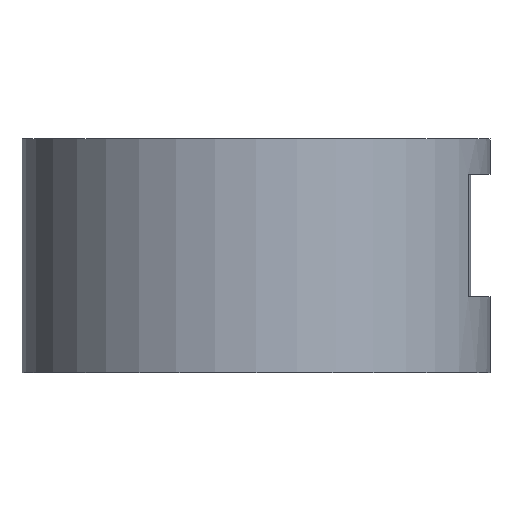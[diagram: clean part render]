
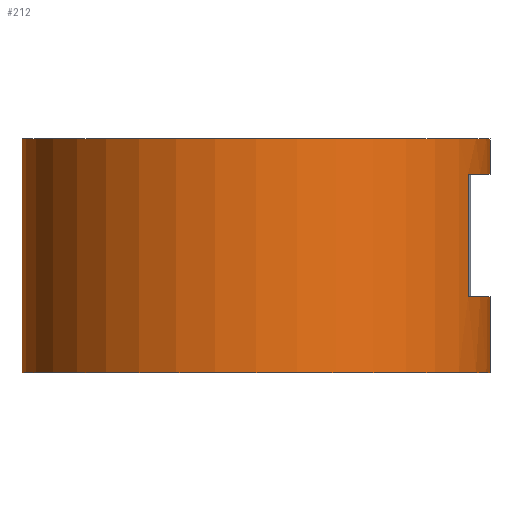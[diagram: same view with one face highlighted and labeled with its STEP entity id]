
A CAD part, front view. The second image highlights one B-rep face of the part: STEP entity #212.
In plain terms, the highlighted cylindrical face has radius 4 mm (diameter 8 mm), a partial arc.
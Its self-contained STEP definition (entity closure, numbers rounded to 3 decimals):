
#3 = DIRECTION ( 'NONE',  ( 0., 0., 1. ) ) ;
#19 = FACE_OUTER_BOUND ( 'NONE', #142, .T. ) ;
#26 = DIRECTION ( 'NONE',  ( 0., 0., -1. ) ) ;
#29 = VERTEX_POINT ( 'NONE', #284 ) ;
#39 = VERTEX_POINT ( 'NONE', #425 ) ;
#46 = VECTOR ( 'NONE', #93, 1000. ) ;
#69 = VERTEX_POINT ( 'NONE', #469 ) ;
#76 = AXIS2_PLACEMENT_3D ( 'NONE', #114, #3, #239 ) ;
#79 = VERTEX_POINT ( 'NONE', #313 ) ;
#93 = DIRECTION ( 'NONE',  ( 0., 0., -1. ) ) ;
#101 = AXIS2_PLACEMENT_3D ( 'NONE', #177, #477, #134 ) ;
#110 = ORIENTED_EDGE ( 'NONE', *, *, #479, .F. ) ;
#114 = CARTESIAN_POINT ( 'NONE',  ( 0., 0., 0. ) ) ;
#118 = CARTESIAN_POINT ( 'NONE',  ( 0., 0., 4. ) ) ;
#120 = EDGE_CURVE ( 'NONE', #301, #79, #163, .T. ) ;
#122 = CIRCLE ( 'NONE', #101, 4. ) ;
#130 = CARTESIAN_POINT ( 'NONE',  ( 4., 0., 1.3 ) ) ;
#134 = DIRECTION ( 'NONE',  ( 1., 0., 0. ) ) ;
#142 = EDGE_LOOP ( 'NONE', ( #305, #185, #150, #147, #110, #264, #211, #453 ) ) ;
#147 = ORIENTED_EDGE ( 'NONE', *, *, #444, .T. ) ;
#150 = ORIENTED_EDGE ( 'NONE', *, *, #120, .T. ) ;
#163 = LINE ( 'NONE', #321, #46 ) ;
#175 = DIRECTION ( 'NONE',  ( 0., 0., 1. ) ) ;
#177 = CARTESIAN_POINT ( 'NONE',  ( 0., 0., 3.4 ) ) ;
#179 = CARTESIAN_POINT ( 'NONE',  ( -4., 0., 4. ) ) ;
#185 = ORIENTED_EDGE ( 'NONE', *, *, #407, .F. ) ;
#191 = VERTEX_POINT ( 'NONE', #375 ) ;
#194 = VECTOR ( 'NONE', #175, 1000. ) ;
#211 = ORIENTED_EDGE ( 'NONE', *, *, #485, .T. ) ;
#212 = ADVANCED_FACE ( 'NONE', ( #19 ), #251, .T. ) ;
#214 = AXIS2_PLACEMENT_3D ( 'NONE', #249, #447, #481 ) ;
#215 = AXIS2_PLACEMENT_3D ( 'NONE', #296, #445, #287 ) ;
#231 = CIRCLE ( 'NONE', #76, 4. ) ;
#232 = DIRECTION ( 'NONE',  ( 0., 0., 1. ) ) ;
#236 = EDGE_CURVE ( 'NONE', #415, #191, #304, .T. ) ;
#237 = CARTESIAN_POINT ( 'NONE',  ( 4., 0., 4. ) ) ;
#239 = DIRECTION ( 'NONE',  ( 1., 0., 0. ) ) ;
#249 = CARTESIAN_POINT ( 'NONE',  ( 0., 0., 1.3 ) ) ;
#251 = CYLINDRICAL_SURFACE ( 'NONE', #215, 4. ) ;
#264 = ORIENTED_EDGE ( 'NONE', *, *, #268, .F. ) ;
#268 = EDGE_CURVE ( 'NONE', #29, #458, #429, .T. ) ;
#284 = CARTESIAN_POINT ( 'NONE',  ( 3.625, -1.69, 1.3 ) ) ;
#285 = CARTESIAN_POINT ( 'NONE',  ( 4., 0., 4. ) ) ;
#287 = DIRECTION ( 'NONE',  ( -1., 0., 0. ) ) ;
#290 = EDGE_CURVE ( 'NONE', #39, #191, #122, .T. ) ;
#291 = CARTESIAN_POINT ( 'NONE',  ( 4., 0., 4. ) ) ;
#292 = DIRECTION ( 'NONE',  ( 0., 0., -1. ) ) ;
#296 = CARTESIAN_POINT ( 'NONE',  ( 0., 0., 4. ) ) ;
#301 = VERTEX_POINT ( 'NONE', #179 ) ;
#304 = LINE ( 'NONE', #291, #430 ) ;
#305 = ORIENTED_EDGE ( 'NONE', *, *, #236, .F. ) ;
#311 = AXIS2_PLACEMENT_3D ( 'NONE', #118, #232, #417 ) ;
#313 = CARTESIAN_POINT ( 'NONE',  ( -4., 0., 0. ) ) ;
#318 = CIRCLE ( 'NONE', #311, 4. ) ;
#321 = CARTESIAN_POINT ( 'NONE',  ( -4., 0., 4. ) ) ;
#332 = LINE ( 'NONE', #285, #362 ) ;
#334 = LINE ( 'NONE', #442, #194 ) ;
#362 = VECTOR ( 'NONE', #292, 1000. ) ;
#375 = CARTESIAN_POINT ( 'NONE',  ( 4., 0., 3.4 ) ) ;
#407 = EDGE_CURVE ( 'NONE', #301, #415, #318, .T. ) ;
#415 = VERTEX_POINT ( 'NONE', #237 ) ;
#417 = DIRECTION ( 'NONE',  ( 1., 0., 0. ) ) ;
#425 = CARTESIAN_POINT ( 'NONE',  ( 3.625, -1.69, 3.4 ) ) ;
#429 = CIRCLE ( 'NONE', #214, 4. ) ;
#430 = VECTOR ( 'NONE', #26, 1000. ) ;
#442 = CARTESIAN_POINT ( 'NONE',  ( 3.625, -1.69, 1.3 ) ) ;
#444 = EDGE_CURVE ( 'NONE', #79, #69, #231, .T. ) ;
#445 = DIRECTION ( 'NONE',  ( 0., 0., -1. ) ) ;
#447 = DIRECTION ( 'NONE',  ( 0., 0., 1. ) ) ;
#453 = ORIENTED_EDGE ( 'NONE', *, *, #290, .T. ) ;
#458 = VERTEX_POINT ( 'NONE', #130 ) ;
#469 = CARTESIAN_POINT ( 'NONE',  ( 4., 0., 0. ) ) ;
#477 = DIRECTION ( 'NONE',  ( 0., 0., 1. ) ) ;
#479 = EDGE_CURVE ( 'NONE', #458, #69, #332, .T. ) ;
#481 = DIRECTION ( 'NONE',  ( 1., 0., 0. ) ) ;
#485 = EDGE_CURVE ( 'NONE', #29, #39, #334, .T. ) ;
